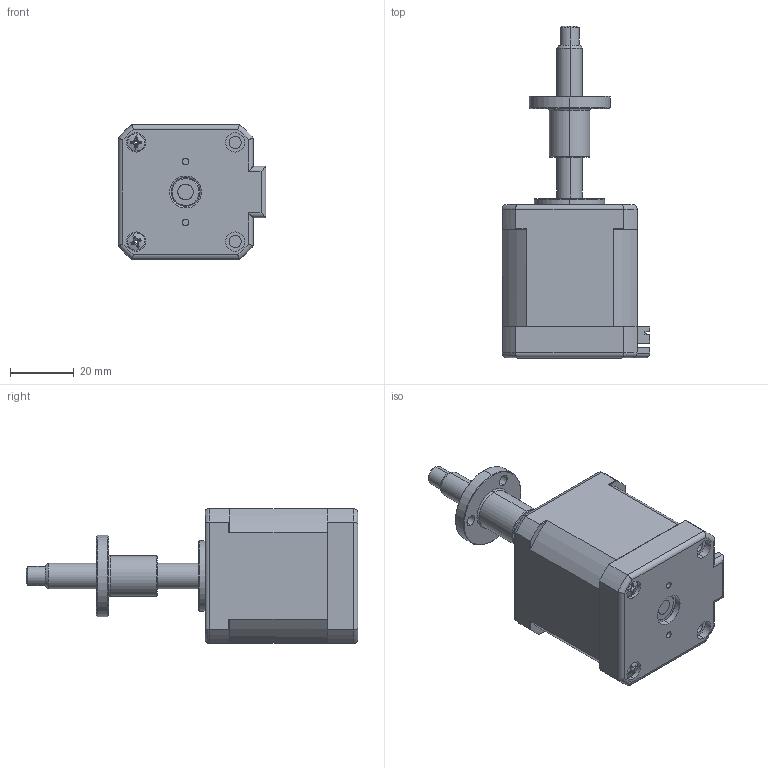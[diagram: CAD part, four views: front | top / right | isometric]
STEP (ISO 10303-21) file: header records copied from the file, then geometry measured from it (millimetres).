
FILE_DESCRIPTION (( 'STEP AP203' ), '1' );
FILE_NAME ('LE176S-T08012-50-AR3-S-100.STEP', '2018-08-13T02:25:09', ( '' ), ( '' ), 'SwSTEP 2.0', 'SolidWorks 2014', '' );
FILE_SCHEMA (( 'CONFIG_CONTROL_DESIGN' ));
Length unit declared in the file: millimetre
Products named in the file (1): LE176S-T08012-50-AR3-S-100
Bounding box: 46.2 x 103.8 x 42.2 mm (x, y, z)
Surface area: 18418.8 mm2 (no closed solid volume)
Topology: 0 solids, 14 shells, 293 faces, 903 edges, 626 vertices
Faces by surface type: plane 155, cylinder 86, cone 34, torus 14, sphere 4
Entity records: 10426 total; most frequent: CARTESIAN_POINT 2297, DIRECTION 1661, ORIENTED_EDGE 1571, EDGE_CURVE 903, VERTEX_POINT 626, VECTOR 569, LINE 569, AXIS2_PLACEMENT_3D 546
